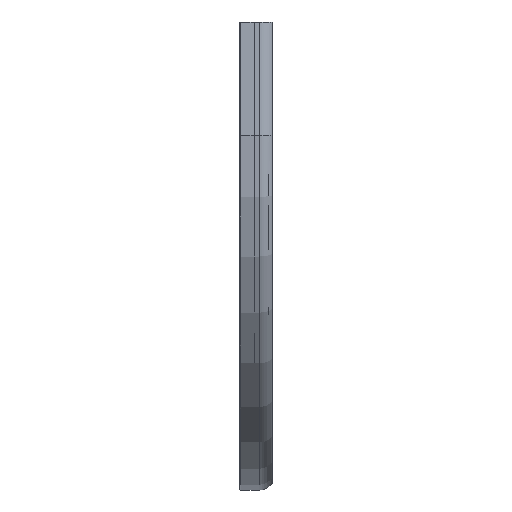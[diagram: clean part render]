
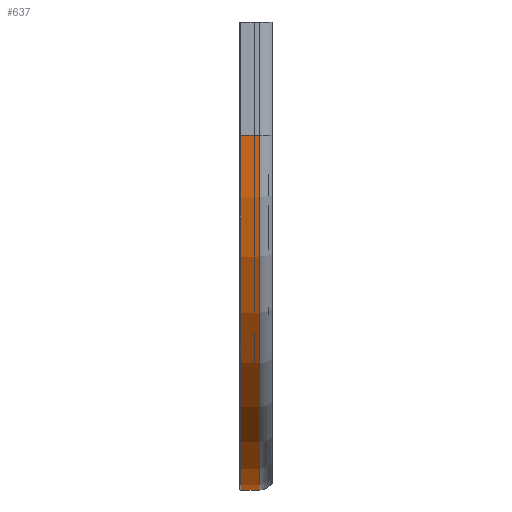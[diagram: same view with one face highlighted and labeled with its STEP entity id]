
A CAD part, left-side view. The second image highlights one B-rep face of the part: STEP entity #637.
In plain terms, the highlighted cylindrical face has radius 470.5 mm (diameter 941 mm), a partial arc.
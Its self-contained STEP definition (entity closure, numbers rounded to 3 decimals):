
#113 = EDGE_CURVE ( 'NONE', #3577, #3333, #4814, .T. ) ;
#280 = CARTESIAN_POINT ( 'NONE',  ( 450., 20., 0. ) ) ;
#445 = VECTOR ( 'NONE', #4916, 1000. ) ;
#576 = CARTESIAN_POINT ( 'NONE',  ( -20.5, -4.978, 0. ) ) ;
#631 = AXIS2_PLACEMENT_3D ( 'NONE', #1556, #759, #4256 ) ;
#637 = ADVANCED_FACE ( 'NONE', ( #3986 ), #1632, .T. ) ;
#759 = DIRECTION ( 'NONE',  ( 0., 1., 0. ) ) ;
#857 = EDGE_CURVE ( 'NONE', #1982, #3577, #935, .T. ) ;
#930 = CARTESIAN_POINT ( 'NONE',  ( 450., -4.978, -470.5 ) ) ;
#935 = CIRCLE ( 'NONE', #4933, 470.5 ) ;
#1232 = ORIENTED_EDGE ( 'NONE', *, *, #3839, .T. ) ;
#1303 = DIRECTION ( 'NONE',  ( 0., -1., 0. ) ) ;
#1398 = ORIENTED_EDGE ( 'NONE', *, *, #4307, .F. ) ;
#1556 = CARTESIAN_POINT ( 'NONE',  ( 450., -4.978, 0. ) ) ;
#1632 = CYLINDRICAL_SURFACE ( 'NONE', #3921, 470.5 ) ;
#1845 = DIRECTION ( 'NONE',  ( 0., 1., 0. ) ) ;
#1849 = CARTESIAN_POINT ( 'NONE',  ( -20.5, 20., 0. ) ) ;
#1982 = VERTEX_POINT ( 'NONE', #3036 ) ;
#2329 = DIRECTION ( 'NONE',  ( 0., 1., 0. ) ) ;
#2338 = CARTESIAN_POINT ( 'NONE',  ( 450., -4.978, -470.5 ) ) ;
#2536 = LINE ( 'NONE', #930, #445 ) ;
#3036 = CARTESIAN_POINT ( 'NONE',  ( 450., 20., -470.5 ) ) ;
#3133 = VERTEX_POINT ( 'NONE', #2338 ) ;
#3225 = EDGE_LOOP ( 'NONE', ( #4196, #1398, #1232, #3518 ) ) ;
#3333 = VERTEX_POINT ( 'NONE', #576 ) ;
#3494 = DIRECTION ( 'NONE',  ( 0., 0., 1. ) ) ;
#3518 = ORIENTED_EDGE ( 'NONE', *, *, #113, .F. ) ;
#3570 = VECTOR ( 'NONE', #1303, 1000. ) ;
#3577 = VERTEX_POINT ( 'NONE', #1849 ) ;
#3700 = CARTESIAN_POINT ( 'NONE',  ( -20.5, 21., 0. ) ) ;
#3839 = EDGE_CURVE ( 'NONE', #3133, #3333, #4979, .T. ) ;
#3921 = AXIS2_PLACEMENT_3D ( 'NONE', #4277, #2329, #3494 ) ;
#3986 = FACE_OUTER_BOUND ( 'NONE', #3225, .T. ) ;
#4196 = ORIENTED_EDGE ( 'NONE', *, *, #857, .F. ) ;
#4256 = DIRECTION ( 'NONE',  ( 0., 0., 1. ) ) ;
#4277 = CARTESIAN_POINT ( 'NONE',  ( 450., 0., 0. ) ) ;
#4307 = EDGE_CURVE ( 'NONE', #3133, #1982, #2536, .T. ) ;
#4629 = DIRECTION ( 'NONE',  ( 0., 0., 1. ) ) ;
#4814 = LINE ( 'NONE', #3700, #3570 ) ;
#4916 = DIRECTION ( 'NONE',  ( 0., 1., 0. ) ) ;
#4933 = AXIS2_PLACEMENT_3D ( 'NONE', #280, #1845, #4629 ) ;
#4979 = CIRCLE ( 'NONE', #631, 470.5 ) ;
